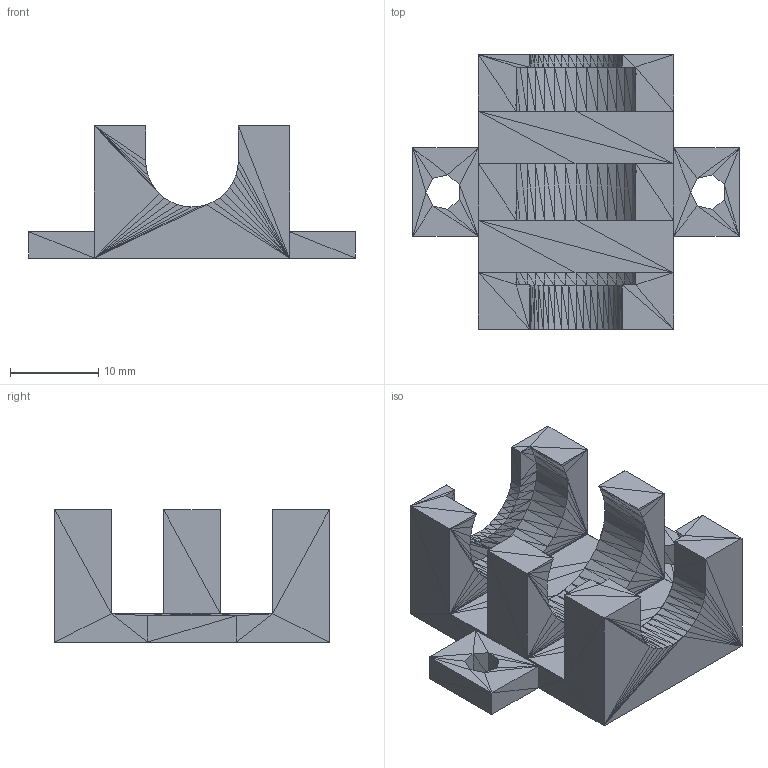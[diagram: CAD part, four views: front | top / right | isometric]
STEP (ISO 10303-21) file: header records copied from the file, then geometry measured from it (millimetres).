
FILE_DESCRIPTION(('FreeCAD Model'),'2;1');
FILE_NAME('y-bushing lm8uu.stp', '2011-11-21T22:26:36',('FreeCAD'),('FreeCAD'), 'Open CASCADE STEP processor 6.3','FreeCAD','Unknown');
FILE_SCHEMA(('AUTOMOTIVE_DESIGN_CC2 { 1 2 10303 214 -1 1 5 4 }'));
Length unit declared in the file: millimetre
Products named in the file (1): Open CASCADE STEP translator 6.3 20
Bounding box: 37 x 31.1 x 14.97 mm (x, y, z)
Volume: 5050.7 mm3; surface area: 3833.3 mm2
Topology: 1 solids, 1 shells, 672 faces, 1008 edges, 334 vertices
Faces by surface type: plane 672
Entity records: 25214 total; most frequent: CARTESIAN_POINT 5039, DIRECTION 3362, ORIENTED_EDGE 2016, LINE 2016, VECTOR 2016, PCURVE 2016, DEFINITIONAL_REPRESENTATION 2016, EDGE_CURVE 1008
